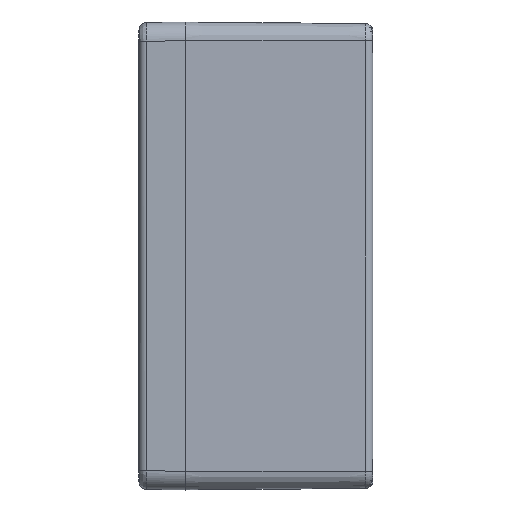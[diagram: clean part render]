
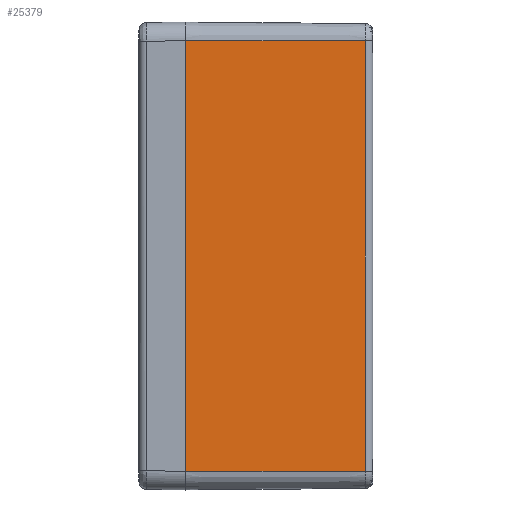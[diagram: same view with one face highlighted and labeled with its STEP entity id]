
A CAD part, left-side view. The second image highlights one B-rep face of the part: STEP entity #25379.
In plain terms, the highlighted planar face has unit normal (-1, -0.009, 0).
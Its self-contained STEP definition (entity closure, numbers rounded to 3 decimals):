
#108 = ORIENTED_EDGE ( 'NONE', *, *, #16317, .F. ) ;
#717 = AXIS2_PLACEMENT_3D ( 'NONE', #3202, #7396, #24119 ) ;
#1664 = CARTESIAN_POINT ( 'NONE',  ( -99.498, 2.478, 69. ) ) ;
#3202 = CARTESIAN_POINT ( 'NONE',  ( -100., 60., -79.3 ) ) ;
#3534 = CARTESIAN_POINT ( 'NONE',  ( -99.498, 2.478, -69. ) ) ;
#3592 = ORIENTED_EDGE ( 'NONE', *, *, #26220, .F. ) ;
#4070 = VECTOR ( 'NONE', #4726, 1000. ) ;
#4726 = DIRECTION ( 'NONE',  ( 0.009, -1., 0. ) ) ;
#5144 = VECTOR ( 'NONE', #6626, 1000. ) ;
#5369 = EDGE_CURVE ( 'NONE', #25464, #18612, #16494, .T. ) ;
#6315 = CARTESIAN_POINT ( 'NONE',  ( -100., 60., -69. ) ) ;
#6626 = DIRECTION ( 'NONE',  ( 0.009, -1., 0. ) ) ;
#7396 = DIRECTION ( 'NONE',  ( -1., -0.009, 0. ) ) ;
#9192 = VERTEX_POINT ( 'NONE', #23836 ) ;
#9916 = DIRECTION ( 'NONE',  ( 0., 0., -1. ) ) ;
#9952 = PLANE ( 'NONE',  #717 ) ;
#10553 = EDGE_LOOP ( 'NONE', ( #108, #12220, #11174, #3592 ) ) ;
#11174 = ORIENTED_EDGE ( 'NONE', *, *, #5369, .T. ) ;
#11895 = EDGE_CURVE ( 'NONE', #25464, #9192, #12596, .T. ) ;
#12220 = ORIENTED_EDGE ( 'NONE', *, *, #11895, .F. ) ;
#12596 = LINE ( 'NONE', #20818, #21207 ) ;
#12832 = CARTESIAN_POINT ( 'NONE',  ( -100., 60., -69. ) ) ;
#14768 = DIRECTION ( 'NONE',  ( 0., 0., 1. ) ) ;
#15005 = LINE ( 'NONE', #23219, #4070 ) ;
#16317 = EDGE_CURVE ( 'NONE', #9192, #17404, #15005, .T. ) ;
#16494 = LINE ( 'NONE', #12832, #5144 ) ;
#17404 = VERTEX_POINT ( 'NONE', #23961 ) ;
#18612 = VERTEX_POINT ( 'NONE', #3534 ) ;
#18863 = VECTOR ( 'NONE', #9916, 1000. ) ;
#20168 = LINE ( 'NONE', #1664, #18863 ) ;
#20818 = CARTESIAN_POINT ( 'NONE',  ( -100., 60., -69. ) ) ;
#21207 = VECTOR ( 'NONE', #14768, 1000. ) ;
#22103 = FACE_OUTER_BOUND ( 'NONE', #10553, .T. ) ;
#23219 = CARTESIAN_POINT ( 'NONE',  ( -100., 60., 69. ) ) ;
#23836 = CARTESIAN_POINT ( 'NONE',  ( -100., 60., 69. ) ) ;
#23961 = CARTESIAN_POINT ( 'NONE',  ( -99.498, 2.478, 69. ) ) ;
#24119 = DIRECTION ( 'NONE',  ( -0.009, 1., 0. ) ) ;
#25379 = ADVANCED_FACE ( 'NONE', ( #22103 ), #9952, .T. ) ;
#25464 = VERTEX_POINT ( 'NONE', #6315 ) ;
#26220 = EDGE_CURVE ( 'NONE', #17404, #18612, #20168, .T. ) ;
